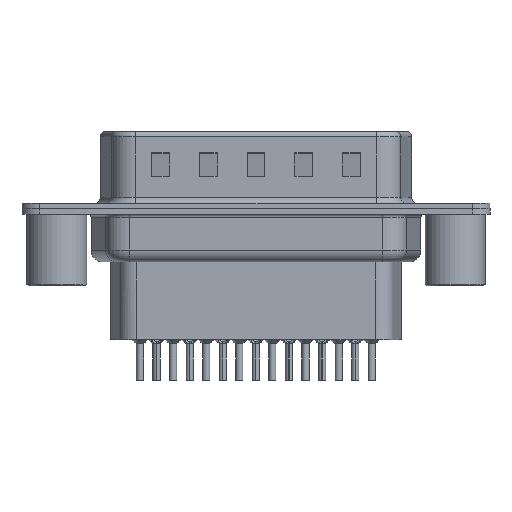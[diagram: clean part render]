
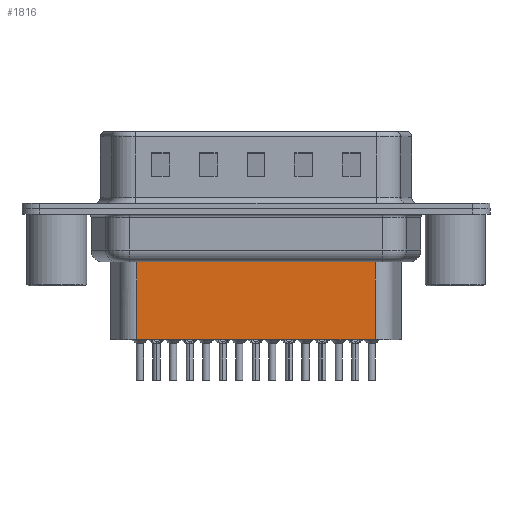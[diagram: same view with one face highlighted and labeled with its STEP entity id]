
A CAD part, front view. The second image highlights one B-rep face of the part: STEP entity #1816.
In plain terms, the highlighted planar face has unit normal (0, -1, 0).
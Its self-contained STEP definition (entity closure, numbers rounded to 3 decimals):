
#183 = DIRECTION ( 'NONE',  ( 0., -1., 0. ) ) ;
#734 = DIRECTION ( 'NONE',  ( 0., 0., -1. ) ) ;
#862 = VERTEX_POINT ( 'NONE', #19163 ) ;
#1816 = ADVANCED_FACE ( 'NONE', ( #6926 ), #17112, .T. ) ;
#2066 = DIRECTION ( 'NONE',  ( 1., 0., 0. ) ) ;
#2086 = EDGE_CURVE ( 'NONE', #862, #13701, #10920, .T. ) ;
#2500 = CARTESIAN_POINT ( 'NONE',  ( 6.681, -3.5, -10.95 ) ) ;
#2603 = DIRECTION ( 'NONE',  ( -1., 0., 0. ) ) ;
#3321 = DIRECTION ( 'NONE',  ( 0., 0., -1. ) ) ;
#4822 = EDGE_LOOP ( 'NONE', ( #12641, #18357, #7207, #20359 ) ) ;
#5035 = VECTOR ( 'NONE', #3321, 1000. ) ;
#5096 = EDGE_CURVE ( 'NONE', #21319, #13701, #14457, .T. ) ;
#6926 = FACE_OUTER_BOUND ( 'NONE', #4822, .T. ) ;
#7069 = LINE ( 'NONE', #15279, #5035 ) ;
#7207 = ORIENTED_EDGE ( 'NONE', *, *, #5096, .T. ) ;
#8898 = LINE ( 'NONE', #17772, #10778 ) ;
#9468 = CARTESIAN_POINT ( 'NONE',  ( 6.681, -3.5, -3.1 ) ) ;
#10778 = VECTOR ( 'NONE', #17659, 1000. ) ;
#10920 = LINE ( 'NONE', #2500, #12725 ) ;
#11256 = EDGE_CURVE ( 'NONE', #17870, #21319, #8898, .T. ) ;
#11955 = CARTESIAN_POINT ( 'NONE',  ( 26.619, -3.5, -4.097 ) ) ;
#12030 = CARTESIAN_POINT ( 'NONE',  ( 6.681, -3.5, -3.1 ) ) ;
#12641 = ORIENTED_EDGE ( 'NONE', *, *, #19162, .F. ) ;
#12725 = VECTOR ( 'NONE', #2603, 1000. ) ;
#13157 = CARTESIAN_POINT ( 'NONE',  ( 6.681, -3.5, -10.95 ) ) ;
#13701 = VERTEX_POINT ( 'NONE', #13157 ) ;
#14457 = LINE ( 'NONE', #9468, #18163 ) ;
#15279 = CARTESIAN_POINT ( 'NONE',  ( 26.619, -3.5, -3.1 ) ) ;
#17112 = PLANE ( 'NONE',  #21945 ) ;
#17659 = DIRECTION ( 'NONE',  ( -1., 0., 0. ) ) ;
#17772 = CARTESIAN_POINT ( 'NONE',  ( 6.434, -3.5, -4.097 ) ) ;
#17870 = VERTEX_POINT ( 'NONE', #11955 ) ;
#18163 = VECTOR ( 'NONE', #734, 1000. ) ;
#18357 = ORIENTED_EDGE ( 'NONE', *, *, #11256, .T. ) ;
#19162 = EDGE_CURVE ( 'NONE', #17870, #862, #7069, .T. ) ;
#19163 = CARTESIAN_POINT ( 'NONE',  ( 26.619, -3.5, -10.95 ) ) ;
#20185 = CARTESIAN_POINT ( 'NONE',  ( 6.681, -3.5, -4.097 ) ) ;
#20359 = ORIENTED_EDGE ( 'NONE', *, *, #2086, .F. ) ;
#21319 = VERTEX_POINT ( 'NONE', #20185 ) ;
#21945 = AXIS2_PLACEMENT_3D ( 'NONE', #12030, #183, #2066 ) ;
